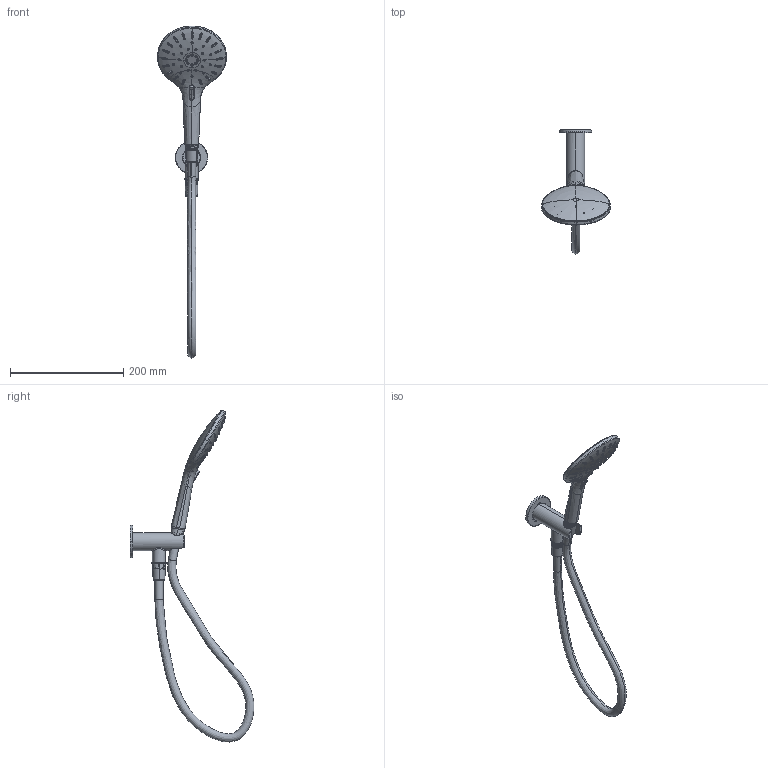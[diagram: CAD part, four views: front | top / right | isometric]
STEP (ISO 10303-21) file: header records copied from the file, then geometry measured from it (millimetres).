
FILE_DESCRIPTION(/* description */ (''),/* implementation_level */ '2;1');
FILE_NAME(/* name */ 'STEP - A5B839E..A_14936',/* time_stamp */ '2024-10-24T08:19:16+11:00',/* author */ (''),/* organization */ (''),/* preprocessor_version */ 'ST-DEVELOPER v16.5',/* originating_system */ 'Rhino 7.37',/* authorisation */ '');
FILE_SCHEMA (('CONFIG_CONTROL_DESIGN'));
Products named in the file (10): Document; C46020-112GAI_ASM98; C46020-111GAI25; C46020-00822; 4000006611; P08052-0017; 3050000845; T1008423; C40006-0086; 80H21400-246-101_ASM_1_416
Assembly tree (10 placements, depth 3):
  Document
    C46020-112GAI_ASM98
      C46020-111GAI25
      C46020-00822
      4000006611
      P08052-0017  x2
      3050000845
      T1008423
      C40006-0086
      80H21400-246-101_ASM_1_416
Bounding box: 121.89 x 218.78 x 587.1 mm (x, y, z)
Volume: 147872.4 mm3; surface area: 159346.9 mm2
Topology: 65 solids, 69 shells, 2610 faces, 6493 edges, 4082 vertices
Faces by surface type: bspline 1584, plane 549, cylinder 477
Entity records: 175057 total; most frequent: CARTESIAN_POINT 126381, ORIENTED_EDGE 12904, EDGE_CURVE 6469, B_SPLINE_CURVE_WITH_KNOTS 5177, VERTEX_POINT 4070, EDGE_LOOP 2950, ADVANCED_FACE 2598, FACE_OUTER_BOUND 2598
